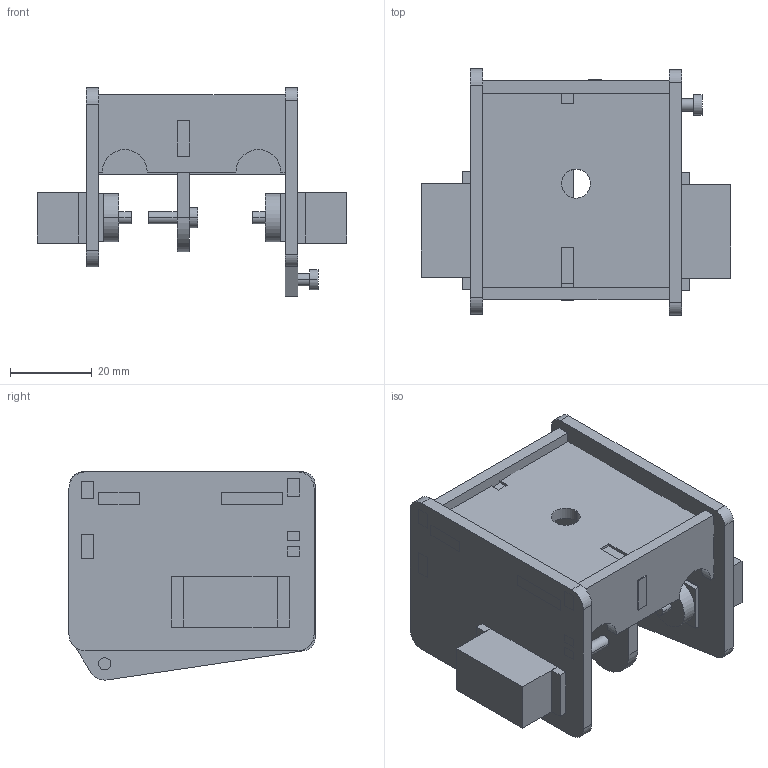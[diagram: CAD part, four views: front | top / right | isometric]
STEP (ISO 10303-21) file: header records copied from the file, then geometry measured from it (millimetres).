
FILE_DESCRIPTION (( 'STEP AP203' ), '1' );
FILE_NAME ('House_Predeterminado_sldprt.STEP', '2020-04-20T18:35:53', ( '' ), ( '' ), 'SwSTEP 2.0', 'SolidWorks 2020', '' );
FILE_SCHEMA (( 'CONFIG_CONTROL_DESIGN' ));
Length unit declared in the file: millimetre
Products named in the file (1): House_Predeterminado_sldprt
Bounding box: 75.7 x 60.26 x 50.98 mm (x, y, z)
Volume: 37661.6 mm3; surface area: 29097.9 mm2
Topology: 12 solids, 12 shells, 285 faces, 754 edges, 500 vertices
Faces by surface type: plane 244, cylinder 41
Entity records: 8849 total; most frequent: CARTESIAN_POINT 1540, ORIENTED_EDGE 1508, DIRECTION 1408, EDGE_CURVE 754, LINE 672, VECTOR 672, VERTEX_POINT 500, AXIS2_PLACEMENT_3D 368
